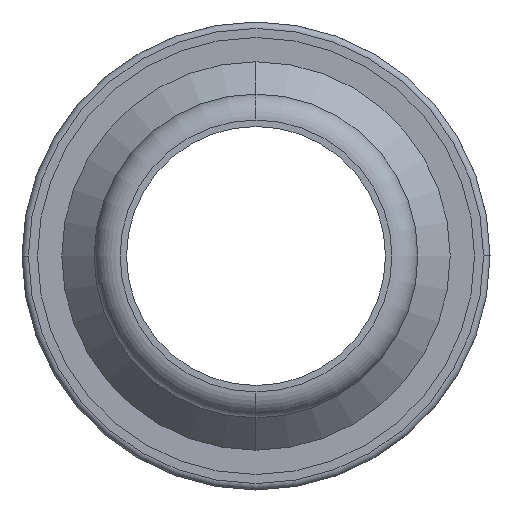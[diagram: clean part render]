
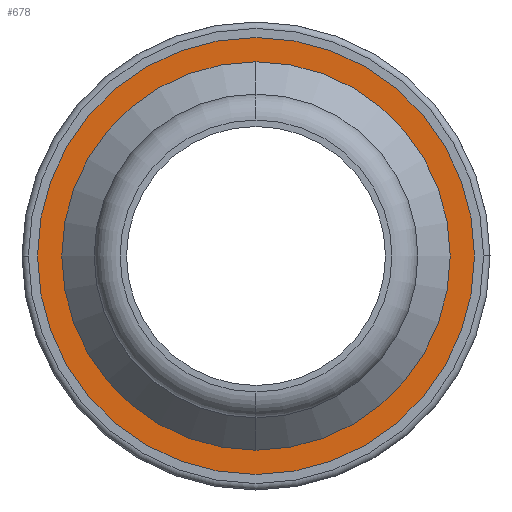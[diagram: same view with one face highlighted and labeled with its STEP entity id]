
A CAD part, front view. The second image highlights one B-rep face of the part: STEP entity #678.
In plain terms, the highlighted planar face has unit normal (0, -1, 0).
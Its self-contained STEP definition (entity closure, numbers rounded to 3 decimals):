
#132=CARTESIAN_POINT('',(0.,-19.5,0.));
#133=DIRECTION('',(0.,1.,0.));
#134=DIRECTION('',(1.,0.,0.));
#135=AXIS2_PLACEMENT_3D('',#132,#133,#134);
#137=CARTESIAN_POINT('',(0.,-19.5,0.));
#138=DIRECTION('',(0.,1.,0.));
#139=DIRECTION('',(-1.,0.,0.));
#140=AXIS2_PLACEMENT_3D('',#137,#138,#139);
#147=CARTESIAN_POINT('',(0.,-19.5,0.));
#148=DIRECTION('',(0.,-1.,0.));
#149=DIRECTION('',(0.,0.,1.));
#150=AXIS2_PLACEMENT_3D('',#147,#148,#149);
#171=CARTESIAN_POINT('',(0.,-19.5,0.));
#172=DIRECTION('',(0.,1.,0.));
#173=DIRECTION('',(0.,0.,1.));
#174=AXIS2_PLACEMENT_3D('',#171,#172,#173);
#397=CARTESIAN_POINT('',(0.,-19.5,6.));
#398=CARTESIAN_POINT('',(0.,-19.5,-6.));
#399=VERTEX_POINT('',#397);
#400=VERTEX_POINT('',#398);
#453=CARTESIAN_POINT('',(6.75,-19.5,0.));
#454=CARTESIAN_POINT('',(-6.75,-19.5,0.));
#455=VERTEX_POINT('',#453);
#456=VERTEX_POINT('',#454);
#662=CARTESIAN_POINT('',(0.,-19.5,0.));
#663=DIRECTION('',(0.,-1.,0.));
#664=DIRECTION('',(0.,0.,-1.));
#665=AXIS2_PLACEMENT_3D('',#662,#663,#664);
#666=PLANE('',#665);
#667=ORIENTED_EDGE('',*,*,#652,.T.);
#669=ORIENTED_EDGE('',*,*,#668,.T.);
#670=EDGE_LOOP('',(#667,#669));
#671=FACE_OUTER_BOUND('',#670,.F.);
#673=ORIENTED_EDGE('',*,*,#672,.T.);
#675=ORIENTED_EDGE('',*,*,#674,.F.);
#676=EDGE_LOOP('',(#673,#675));
#677=FACE_BOUND('',#676,.F.);
#678=ADVANCED_FACE('',(#671,#677),#666,.T.);
#136=CIRCLE('',#135,6.75);
#141=CIRCLE('',#140,6.75);
#151=CIRCLE('',#150,6.);
#175=CIRCLE('',#174,6.);
#652=EDGE_CURVE('',#455,#456,#136,.T.);
#668=EDGE_CURVE('',#456,#455,#141,.T.);
#672=EDGE_CURVE('',#399,#400,#151,.T.);
#674=EDGE_CURVE('',#399,#400,#175,.T.);
